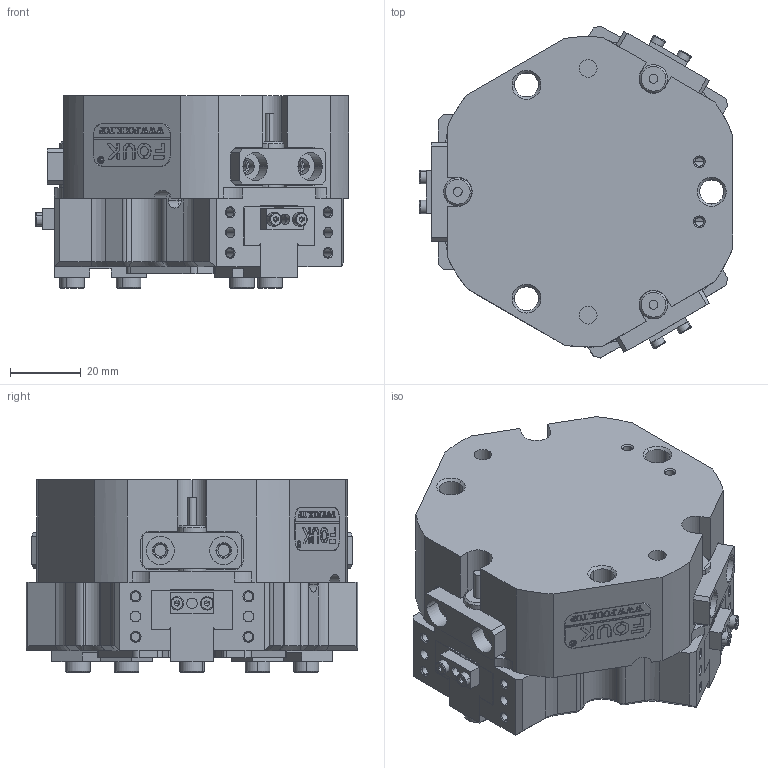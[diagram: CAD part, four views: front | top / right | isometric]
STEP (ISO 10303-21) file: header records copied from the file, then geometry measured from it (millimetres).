
FILE_DESCRIPTION (( 'STEP AP203' ), '1' );
FILE_NAME ('TZ55-94.STEP', '2024-12-02T06:38:56', ( 'USER-' ), ( 'Microsoft' ), 'SwSTEP 2.0', 'SolidWorks 2018', '' );
FILE_SCHEMA (( 'CONFIG_CONTROL_DESIGN' ));
Length unit declared in the file: millimetre
Products named in the file (16): TZ55-94-C28杅耀.sldasm-Part-4; TZ55-94-C28杅耀.sldasm-Part-10; 8-18換覜ん; 25x12-R3; TZ55-94-C28杅耀.sldasm-Part-16; TZ55-94-C28杅耀.sldasm-Part-15; TZ55-94; TZ55-94-C28杅耀.sldasm-Part-2; TZ55-94-C28杅耀.sldasm-Part-1; 埴翐芛_GB_FASTENER_SCREWS_HSHCS M2X8-N; 揤輸蚾饜极; 揤輸杅耀.sldasm-Part-9; TZ55-94-C28杅耀.sldasm-Part-19; TZ55-94-C28杅耀.sldasm-Part-12; TZ55-94-C28杅耀.sldasm-Part-14; TZ55-94-C28杅耀.sldasm-Part-17
Assembly tree (25 placements, depth 3):
  TZ55-94
    TZ55-94-C28杅耀.sldasm-Part-1
    TZ55-94-C28杅耀.sldasm-Part-2
    TZ55-94-C28杅耀.sldasm-Part-4
    TZ55-94-C28杅耀.sldasm-Part-10
    TZ55-94-C28杅耀.sldasm-Part-12
    TZ55-94-C28杅耀.sldasm-Part-14  x3
    TZ55-94-C28杅耀.sldasm-Part-15
    TZ55-94-C28杅耀.sldasm-Part-16
    TZ55-94-C28杅耀.sldasm-Part-17
    TZ55-94-C28杅耀.sldasm-Part-19  x3
    8-18換覜ん  x3
    揤輸蚾饜极  x4
      揤輸杅耀.sldasm-Part-9
      埴翐芛_GB_FASTENER_SCREWS_HSHCS M2X8-N
    25x12-R3
Bounding box: 88.93 x 94.11 x 54.5 mm (x, y, z)
Volume: 252811.6 mm3; surface area: 65224.5 mm2
Topology: 30 solids, 70 shells, 1701 faces, 4200 edges, 2656 vertices
Faces by surface type: plane 795, cylinder 433, cone 302, bspline 155, torus 16
Entity records: 45171 total; most frequent: CARTESIAN_POINT 12979, ORIENTED_EDGE 6292, DIRECTION 6081, EDGE_CURVE 3146, AXIS2_PLACEMENT_3D 2091, VERTEX_POINT 2047, LINE 1899, VECTOR 1899
